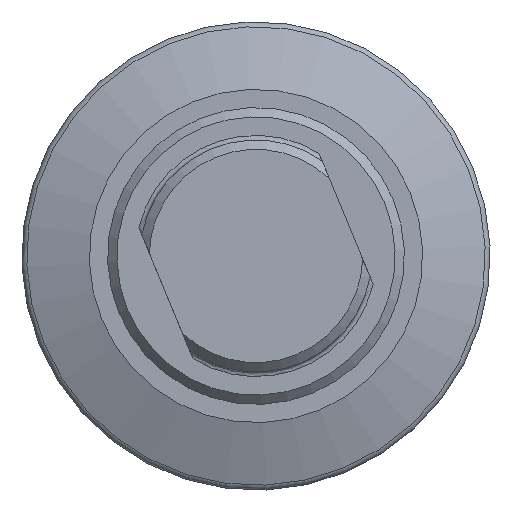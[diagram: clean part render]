
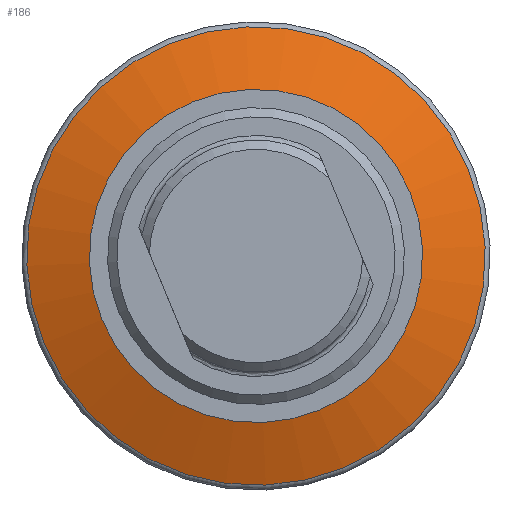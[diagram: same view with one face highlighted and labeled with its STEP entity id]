
A CAD part, front view. The second image highlights one B-rep face of the part: STEP entity #186.
In plain terms, the highlighted conical face has half-angle 70 degrees and reference radius 25.25 mm.
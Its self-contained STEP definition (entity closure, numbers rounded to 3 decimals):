
#186 = ADVANCED_FACE( '', ( #417, #418 ), #419, .T. );
#417 = FACE_OUTER_BOUND( '', #669, .T. );
#418 = FACE_BOUND( '', #670, .T. );
#419 = CONICAL_SURFACE( '', #671, 25.25, 1.222 );
#669 = EDGE_LOOP( '', ( #1039 ) );
#670 = EDGE_LOOP( '', ( #1040 ) );
#671 = AXIS2_PLACEMENT_3D( '', #1041, #1042, #1043 );
#1039 = ORIENTED_EDGE( '', *, *, #1191, .T. );
#1040 = ORIENTED_EDGE( '', *, *, #1240, .F. );
#1041 = CARTESIAN_POINT( '', ( 0., 31.25, 0. ) );
#1042 = DIRECTION( '', ( 0., 1., 0. ) );
#1043 = DIRECTION( '', ( -0.924, 0., -0.382 ) );
#1191 = EDGE_CURVE( '', #1365, #1365, #1366, .F. );
#1240 = EDGE_CURVE( '', #1439, #1439, #1440, .T. );
#1365 = VERTEX_POINT( '', #1611 );
#1366 = CIRCLE( '', #1612, 24.724 );
#1439 = VERTEX_POINT( '', #1696 );
#1440 = CIRCLE( '', #1697, 17.969 );
#1611 = CARTESIAN_POINT( '', ( -22.85, 31.058, -9.441 ) );
#1612 = AXIS2_PLACEMENT_3D( '', #1829, #1830, #1831 );
#1696 = CARTESIAN_POINT( '', ( 16.608, 28.6, 6.862 ) );
#1697 = AXIS2_PLACEMENT_3D( '', #1905, #1906, #1907 );
#1829 = CARTESIAN_POINT( '', ( 0., 31.058, 0. ) );
#1830 = DIRECTION( '', ( 0., 1., 0. ) );
#1831 = DIRECTION( '', ( -0.924, 0., -0.382 ) );
#1905 = CARTESIAN_POINT( '', ( 0., 28.6, 0. ) );
#1906 = DIRECTION( '', ( 0., -1., 0. ) );
#1907 = DIRECTION( '', ( 0.924, 0., 0.382 ) );
